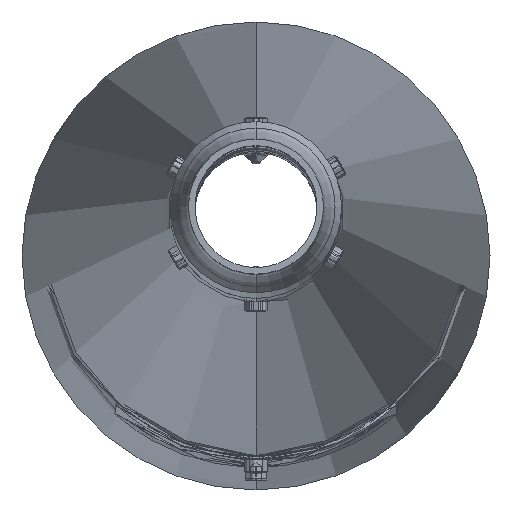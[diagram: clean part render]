
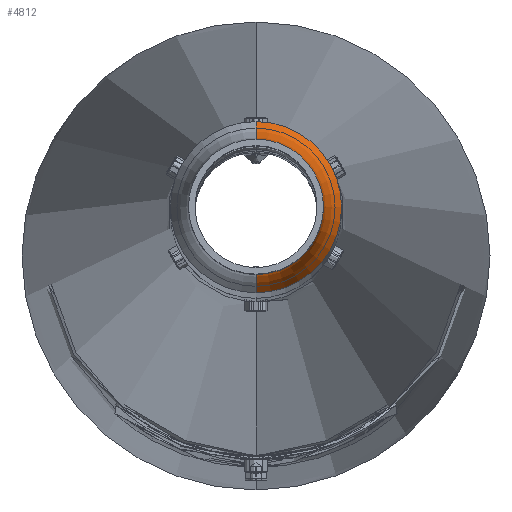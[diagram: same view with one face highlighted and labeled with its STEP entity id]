
A CAD part, top view. The second image highlights one B-rep face of the part: STEP entity #4812.
In plain terms, the highlighted toroidal (fillet/blend) face has major radius 90 mm and minor radius 60 mm.
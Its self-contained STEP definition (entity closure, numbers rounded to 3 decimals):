
#222 = ORIENTED_EDGE ( 'NONE', *, *, #1696, .F. ) ;
#313 = EDGE_LOOP ( 'NONE', ( #222, #2799, #4176, #4942 ) ) ;
#415 = AXIS2_PLACEMENT_3D ( 'NONE', #7921, #5226, #5969 ) ;
#871 = CARTESIAN_POINT ( 'NONE',  ( 0., 1380.02, 0. ) ) ;
#975 = DIRECTION ( 'NONE',  ( 0., 1., 0. ) ) ;
#1040 = DIRECTION ( 'NONE',  ( -1., 0., 0. ) ) ;
#1248 = EDGE_CURVE ( 'NONE', #8036, #5204, #8675, .T. ) ;
#1414 = CARTESIAN_POINT ( 'NONE',  ( 0., 1350., 38.05 ) ) ;
#1596 = AXIS2_PLACEMENT_3D ( 'NONE', #5232, #975, #2444 ) ;
#1696 = EDGE_CURVE ( 'NONE', #3816, #8036, #6346, .T. ) ;
#2418 = DIRECTION ( 'NONE',  ( 0., 0., 1. ) ) ;
#2444 = DIRECTION ( 'NONE',  ( 0., 0., 1. ) ) ;
#2799 = ORIENTED_EDGE ( 'NONE', *, *, #7000, .T. ) ;
#2857 = CARTESIAN_POINT ( 'NONE',  ( 0., 1350., -38.05 ) ) ;
#3688 = CIRCLE ( 'NONE', #1596, 38.05 ) ;
#3816 = VERTEX_POINT ( 'NONE', #4618 ) ;
#3827 = AXIS2_PLACEMENT_3D ( 'NONE', #6781, #1040, #2418 ) ;
#4176 = ORIENTED_EDGE ( 'NONE', *, *, #7446, .T. ) ;
#4395 = DIRECTION ( 'NONE',  ( 0., 0., 1. ) ) ;
#4618 = CARTESIAN_POINT ( 'NONE',  ( 0., 1380.02, -30. ) ) ;
#4812 = ADVANCED_FACE ( 'NONE', ( #8558 ), #5379, .F. ) ;
#4942 = ORIENTED_EDGE ( 'NONE', *, *, #1248, .F. ) ;
#5204 = VERTEX_POINT ( 'NONE', #1414 ) ;
#5226 = DIRECTION ( 'NONE',  ( 0., 1., 0. ) ) ;
#5232 = CARTESIAN_POINT ( 'NONE',  ( 0., 1350., 0. ) ) ;
#5379 = TOROIDAL_SURFACE ( 'NONE', #7856, 90., 60. ) ;
#5732 = DIRECTION ( 'NONE',  ( 1., 0., 0. ) ) ;
#5769 = DIRECTION ( 'NONE',  ( 0., 0., -1. ) ) ;
#5969 = DIRECTION ( 'NONE',  ( 0., 0., 1. ) ) ;
#6342 = AXIS2_PLACEMENT_3D ( 'NONE', #7778, #5732, #5769 ) ;
#6346 = CIRCLE ( 'NONE', #415, 30. ) ;
#6781 = CARTESIAN_POINT ( 'NONE',  ( 0., 1380.02, 90. ) ) ;
#7000 = EDGE_CURVE ( 'NONE', #3816, #8002, #8985, .T. ) ;
#7446 = EDGE_CURVE ( 'NONE', #8002, #5204, #3688, .T. ) ;
#7778 = CARTESIAN_POINT ( 'NONE',  ( 0., 1380.02, -90. ) ) ;
#7824 = DIRECTION ( 'NONE',  ( 0., 1., 0. ) ) ;
#7856 = AXIS2_PLACEMENT_3D ( 'NONE', #871, #7824, #4395 ) ;
#7921 = CARTESIAN_POINT ( 'NONE',  ( 0., 1380.02, 0. ) ) ;
#8002 = VERTEX_POINT ( 'NONE', #2857 ) ;
#8003 = CARTESIAN_POINT ( 'NONE',  ( 0., 1380.02, 30. ) ) ;
#8036 = VERTEX_POINT ( 'NONE', #8003 ) ;
#8558 = FACE_OUTER_BOUND ( 'NONE', #313, .T. ) ;
#8675 = CIRCLE ( 'NONE', #3827, 60. ) ;
#8985 = CIRCLE ( 'NONE', #6342, 60. ) ;
